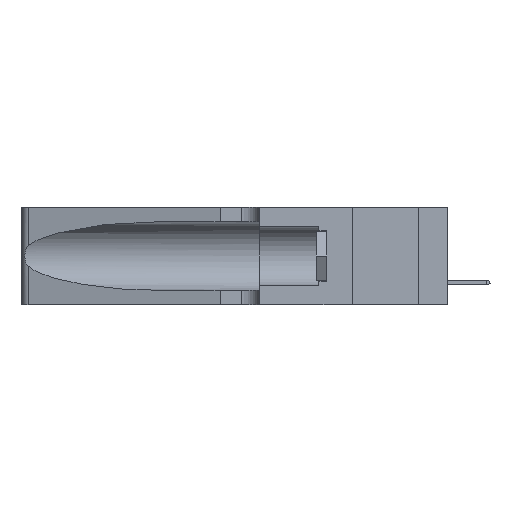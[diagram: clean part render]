
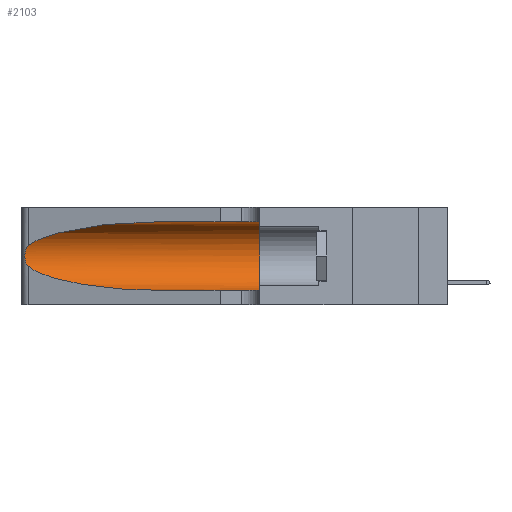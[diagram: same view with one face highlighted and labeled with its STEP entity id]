
A CAD part, left-side view. The second image highlights one B-rep face of the part: STEP entity #2103.
In plain terms, the highlighted cylindrical face has radius 3.308 mm (diameter 6.617 mm), a partial arc.
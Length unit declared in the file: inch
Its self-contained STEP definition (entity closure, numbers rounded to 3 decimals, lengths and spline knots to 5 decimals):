
#175 = VERTEX_POINT ( 'NONE', #21182 ) ;
#289 = CARTESIAN_POINT ( 'NONE',  ( 0.18966, 0.96281, 0.31525 ) ) ;
#868 = AXIS2_PLACEMENT_3D ( 'NONE', #20179, #9455, #20065 ) ;
#1458 = VERTEX_POINT ( 'NONE', #18919 ) ;
#1937 = ORIENTED_EDGE ( 'NONE', *, *, #2504, .T. ) ;
#1951 = CARTESIAN_POINT ( 'NONE',  ( 0.25487, 1.22718, 0.22369 ) ) ;
#2103 = ADVANCED_FACE ( 'NONE', ( #29890 ), #30741, .F. ) ;
#2316 = CARTESIAN_POINT ( 'NONE',  ( 0.25487, 1.22718, 0.14631 ) ) ;
#2504 = EDGE_CURVE ( 'NONE', #8972, #12038, #7312, .T. ) ;
#4569 = EDGE_CURVE ( 'NONE', #9939, #175, #13593, .T. ) ;
#5464 = AXIS2_PLACEMENT_3D ( 'NONE', #6205, #22845, #6318 ) ;
#5633 = CARTESIAN_POINT ( 'NONE',  ( 0.1305, 0.35, 0.05475 ) ) ;
#5803 =( BOUNDED_CURVE ( )  B_SPLINE_CURVE ( 3, ( #33449, #8978, #19465, #19808 ),
 .UNSPECIFIED., .F., .F. ) 
 B_SPLINE_CURVE_WITH_KNOTS ( ( 4, 4 ),
 ( 3.44316, 4.71239 ),
 .UNSPECIFIED. ) 
 CURVE ( )  GEOMETRIC_REPRESENTATION_ITEM ( )  RATIONAL_B_SPLINE_CURVE ( ( 1., 0.87, 0.87, 1. ) ) 
 REPRESENTATION_ITEM ( '' )  );
#6205 = CARTESIAN_POINT ( 'NONE',  ( 0.1305, 0.35, 0.185 ) ) ;
#6276 = CARTESIAN_POINT ( 'NONE',  ( 0.1305, 0.72297, 0.31525 ) ) ;
#6318 = DIRECTION ( 'NONE',  ( 0., 0., 1. ) ) ;
#6329 = EDGE_LOOP ( 'NONE', ( #20112, #27122, #12806, #1937, #12437, #31371 ) ) ;
#7312 = LINE ( 'NONE', #10753, #8174 ) ;
#7397 = CARTESIAN_POINT ( 'NONE',  ( 0.25789, 1.23486, 0.15765 ) ) ;
#7638 = CARTESIAN_POINT ( 'NONE',  ( 0.26018, 1.23835, 0.19895 ) ) ;
#7864 = CARTESIAN_POINT ( 'NONE',  ( 0.25639, 1.23184, 0.21858 ) ) ;
#8174 = VECTOR ( 'NONE', #21719, 39.37008 ) ;
#8579 = CARTESIAN_POINT ( 'NONE',  ( 0.1305, 0.72297, 0.31525 ) ) ;
#8972 = VERTEX_POINT ( 'NONE', #26519 ) ;
#8978 = CARTESIAN_POINT ( 'NONE',  ( 0.2373, 1.15595, 0.08982 ) ) ;
#9377 = EDGE_CURVE ( 'NONE', #28232, #8972, #5803, .T. ) ;
#9455 = DIRECTION ( 'NONE',  ( 0., -1., 0. ) ) ;
#9939 = VERTEX_POINT ( 'NONE', #6276 ) ;
#10753 = CARTESIAN_POINT ( 'NONE',  ( 0.1305, 1.61858, 0.05475 ) ) ;
#12038 = VERTEX_POINT ( 'NONE', #5633 ) ;
#12437 = ORIENTED_EDGE ( 'NONE', *, *, #13766, .F. ) ;
#12710 = CARTESIAN_POINT ( 'NONE',  ( 0.25856, 1.23593, 0.16098 ) ) ;
#12806 = ORIENTED_EDGE ( 'NONE', *, *, #9377, .T. ) ;
#12959 = CARTESIAN_POINT ( 'NONE',  ( 0.25555, 1.22994, 0.2215 ) ) ;
#13085 = CARTESIAN_POINT ( 'NONE',  ( 0.25787, 1.23484, 0.2124 ) ) ;
#13593 = LINE ( 'NONE', #30440, #25914 ) ;
#13766 = EDGE_CURVE ( 'NONE', #175, #12038, #22798, .T. ) ;
#15707 = CARTESIAN_POINT ( 'NONE',  ( 0.26017, 1.23833, 0.17102 ) ) ;
#18424 =( BOUNDED_CURVE ( )  B_SPLINE_CURVE ( 3, ( #8579, #289, #19299, #24514 ),
 .UNSPECIFIED., .F., .F. ) 
 B_SPLINE_CURVE_WITH_KNOTS ( ( 4, 4 ),
 ( 1.5708, 2.84003 ),
 .UNSPECIFIED. ) 
 CURVE ( )  GEOMETRIC_REPRESENTATION_ITEM ( )  RATIONAL_B_SPLINE_CURVE ( ( 1., 0.87, 0.87, 1. ) ) 
 REPRESENTATION_ITEM ( '' )  );
#18581 = CARTESIAN_POINT ( 'NONE',  ( 0.25639, 1.23186, 0.15144 ) ) ;
#18919 = CARTESIAN_POINT ( 'NONE',  ( 0.25487, 1.22718, 0.22369 ) ) ;
#19299 = CARTESIAN_POINT ( 'NONE',  ( 0.2373, 1.15595, 0.28018 ) ) ;
#19465 = CARTESIAN_POINT ( 'NONE',  ( 0.18966, 0.96281, 0.05475 ) ) ;
#19808 = CARTESIAN_POINT ( 'NONE',  ( 0.1305, 0.72297, 0.05475 ) ) ;
#20065 = DIRECTION ( 'NONE',  ( 0., 0., -1. ) ) ;
#20112 = ORIENTED_EDGE ( 'NONE', *, *, #20237, .T. ) ;
#20179 = CARTESIAN_POINT ( 'NONE',  ( 0.1305, 1.61858, 0.185 ) ) ;
#20237 = EDGE_CURVE ( 'NONE', #9939, #1458, #18424, .T. ) ;
#20976 = CARTESIAN_POINT ( 'NONE',  ( 0.26075, 1.23896, 0.178 ) ) ;
#21182 = CARTESIAN_POINT ( 'NONE',  ( 0.1305, 0.35, 0.31525 ) ) ;
#21458 = CARTESIAN_POINT ( 'NONE',  ( 0.25555, 1.22993, 0.14849 ) ) ;
#21719 = DIRECTION ( 'NONE',  ( 0., -1., 0. ) ) ;
#21802 = DIRECTION ( 'NONE',  ( 0., -1., 0. ) ) ;
#22798 = CIRCLE ( 'NONE', #5464, 0.13025 ) ;
#22845 = DIRECTION ( 'NONE',  ( 0., 1., 0. ) ) ;
#24514 = CARTESIAN_POINT ( 'NONE',  ( 0.25487, 1.22718, 0.22369 ) ) ;
#25914 = VECTOR ( 'NONE', #21802, 39.37008 ) ;
#26519 = CARTESIAN_POINT ( 'NONE',  ( 0.1305, 0.72297, 0.05475 ) ) ;
#26538 = EDGE_CURVE ( 'NONE', #1458, #28232, #34754, .T. ) ;
#27122 = ORIENTED_EDGE ( 'NONE', *, *, #26538, .T. ) ;
#28232 = VERTEX_POINT ( 'NONE', #33800 ) ;
#29890 = FACE_OUTER_BOUND ( 'NONE', #6329, .T. ) ;
#30440 = CARTESIAN_POINT ( 'NONE',  ( 0.1305, 1.61858, 0.31525 ) ) ;
#30741 = CYLINDRICAL_SURFACE ( 'NONE', #868, 0.13025 ) ;
#31371 = ORIENTED_EDGE ( 'NONE', *, *, #4569, .F. ) ;
#32103 = CARTESIAN_POINT ( 'NONE',  ( 0.26075, 1.23896, 0.19203 ) ) ;
#33449 = CARTESIAN_POINT ( 'NONE',  ( 0.25487, 1.22718, 0.14631 ) ) ;
#33800 = CARTESIAN_POINT ( 'NONE',  ( 0.25487, 1.22718, 0.14631 ) ) ;
#34754 = B_SPLINE_CURVE_WITH_KNOTS ( 'NONE', 3,
 ( #1951, #12959, #7864, #13085, #34975, #7638, #32103, #20976, #15707, #12710, #7397, #18581, #21458, #2316 ),
 .UNSPECIFIED., .F., .F.,
 ( 4, 2, 2, 2, 2, 2, 4 ),
 ( 0., 0.00027, 0.00053, 0.00107, 0.0016, 0.00187, 0.00214 ),
 .UNSPECIFIED. ) ;
#34975 = CARTESIAN_POINT ( 'NONE',  ( 0.25854, 1.2359, 0.20912 ) ) ;
